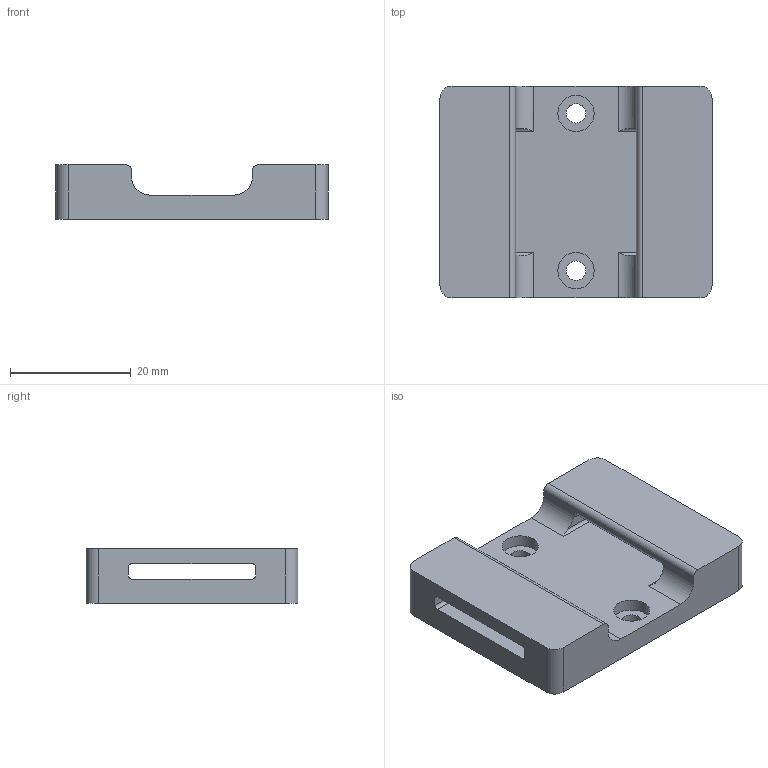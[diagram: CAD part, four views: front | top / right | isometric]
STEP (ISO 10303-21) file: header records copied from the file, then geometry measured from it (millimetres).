
FILE_DESCRIPTION(/* description */ (''),/* implementation_level */ '2;1');
FILE_NAME(/* name */ 'Top v1.3.2.step',/* time_stamp */ '2022-08-22T08:38:56+07:00',/* author */ (''),/* organization */ (''),/* preprocessor_version */ 'ST-DEVELOPER v19',/* originating_system */ 'Autodesk Translation Framework v11.7.0.108',/* authorisation */ '');
FILE_SCHEMA (('AUTOMOTIVE_DESIGN { 1 0 10303 214 3 1 1 }'));
Length unit declared in the file: millimetre
Products named in the file (1): Top
Bounding box: 45 x 35 x 9 mm (x, y, z)
Volume: 8906.6 mm3; surface area: 6087.5 mm2
Topology: 1 solids, 1 shells, 72 faces, 200 edges, 132 vertices
Faces by surface type: plane 36, cylinder 32, torus 4
Full cylindrical faces by diameter (mm): 3.2 x2, 6 x2
Entity records: 2397 total; most frequent: CARTESIAN_POINT 461, ORIENTED_EDGE 400, DIRECTION 398, EDGE_CURVE 200, AXIS2_PLACEMENT_3D 137, VERTEX_POINT 132, LINE 124, VECTOR 124
